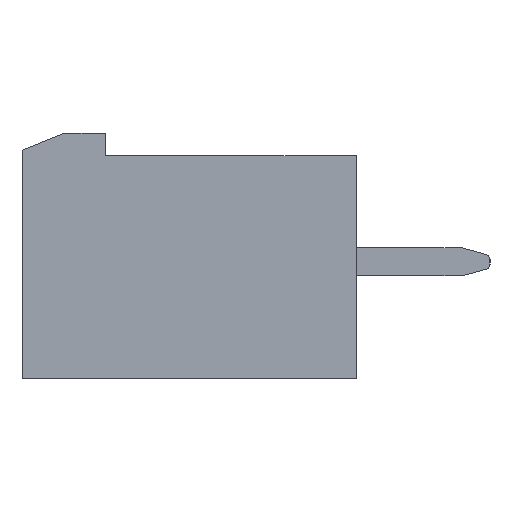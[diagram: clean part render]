
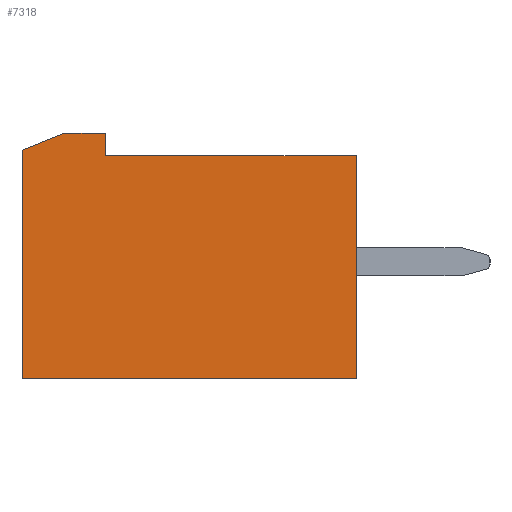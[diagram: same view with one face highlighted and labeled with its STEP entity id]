
A CAD part, left-side view. The second image highlights one B-rep face of the part: STEP entity #7318.
In plain terms, the highlighted planar face has unit normal (-1, 0, 0).
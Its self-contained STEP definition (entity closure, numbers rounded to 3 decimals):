
#62 = CARTESIAN_POINT ( 'NONE',  ( -0.705, 12., -8. ) ) ;
#68 = AXIS2_PLACEMENT_3D ( 'NONE', #13368, #9298, #1042 ) ;
#1042 = DIRECTION ( 'NONE',  ( 0., 0., 1. ) ) ;
#1479 = DIRECTION ( 'NONE',  ( 0., -1., 0. ) ) ;
#1497 = DIRECTION ( 'NONE',  ( 0., 0., 1. ) ) ;
#1635 = CARTESIAN_POINT ( 'NONE',  ( -0.705, 9.01, 0. ) ) ;
#1674 = CARTESIAN_POINT ( 'NONE',  ( -0.705, 0., 0. ) ) ;
#2561 = VECTOR ( 'NONE', #1497, 1000. ) ;
#3173 = EDGE_CURVE ( 'NONE', #6866, #15236, #13073, .T. ) ;
#3874 = CARTESIAN_POINT ( 'NONE',  ( -0.705, 12., 0.2 ) ) ;
#4632 = EDGE_LOOP ( 'NONE', ( #6060, #4933, #6543, #13649, #11079, #15404, #7942 ) ) ;
#4933 = ORIENTED_EDGE ( 'NONE', *, *, #8725, .T. ) ;
#5246 = DIRECTION ( 'NONE',  ( 0., 0., -1. ) ) ;
#5623 = CARTESIAN_POINT ( 'NONE',  ( -0.705, 0., 0. ) ) ;
#5747 = CARTESIAN_POINT ( 'NONE',  ( -0.705, 10.5, 0.8 ) ) ;
#5863 = VECTOR ( 'NONE', #17105, 1000. ) ;
#6027 = VECTOR ( 'NONE', #1479, 1000. ) ;
#6060 = ORIENTED_EDGE ( 'NONE', *, *, #9336, .T. ) ;
#6241 = LINE ( 'NONE', #8378, #2561 ) ;
#6270 = CARTESIAN_POINT ( 'NONE',  ( -0.705, 9.01, 0. ) ) ;
#6543 = ORIENTED_EDGE ( 'NONE', *, *, #15712, .T. ) ;
#6866 = VERTEX_POINT ( 'NONE', #8169 ) ;
#6984 = VECTOR ( 'NONE', #5246, 1000. ) ;
#7268 = VERTEX_POINT ( 'NONE', #13315 ) ;
#7318 = ADVANCED_FACE ( 'NONE', ( #13139 ), #14761, .T. ) ;
#7641 = DIRECTION ( 'NONE',  ( 0., 0., 1. ) ) ;
#7942 = ORIENTED_EDGE ( 'NONE', *, *, #12056, .T. ) ;
#8169 = CARTESIAN_POINT ( 'NONE',  ( -0.705, 9.01, 0.8 ) ) ;
#8378 = CARTESIAN_POINT ( 'NONE',  ( -0.705, 0., -8. ) ) ;
#8725 = EDGE_CURVE ( 'NONE', #14839, #13484, #6241, .T. ) ;
#9012 = VERTEX_POINT ( 'NONE', #14539 ) ;
#9298 = DIRECTION ( 'NONE',  ( -1., 0., 0. ) ) ;
#9336 = EDGE_CURVE ( 'NONE', #9012, #14839, #12883, .T. ) ;
#9429 = VECTOR ( 'NONE', #17219, 1000. ) ;
#10046 = VERTEX_POINT ( 'NONE', #1635 ) ;
#10607 = LINE ( 'NONE', #3874, #6984 ) ;
#10838 = VECTOR ( 'NONE', #16716, 1000. ) ;
#11079 = ORIENTED_EDGE ( 'NONE', *, *, #3173, .T. ) ;
#12056 = EDGE_CURVE ( 'NONE', #7268, #9012, #10607, .T. ) ;
#12883 = LINE ( 'NONE', #62, #6027 ) ;
#12997 = VECTOR ( 'NONE', #7641, 1000. ) ;
#13073 = LINE ( 'NONE', #17793, #9429 ) ;
#13139 = FACE_OUTER_BOUND ( 'NONE', #4632, .T. ) ;
#13315 = CARTESIAN_POINT ( 'NONE',  ( -0.705, 12., 0.2 ) ) ;
#13368 = CARTESIAN_POINT ( 'NONE',  ( -0.705, 0., 0. ) ) ;
#13484 = VERTEX_POINT ( 'NONE', #5623 ) ;
#13649 = ORIENTED_EDGE ( 'NONE', *, *, #16566, .T. ) ;
#14196 = EDGE_CURVE ( 'NONE', #15236, #7268, #16805, .T. ) ;
#14539 = CARTESIAN_POINT ( 'NONE',  ( -0.705, 12., -8. ) ) ;
#14761 = PLANE ( 'NONE',  #68 ) ;
#14839 = VERTEX_POINT ( 'NONE', #17198 ) ;
#14949 = LINE ( 'NONE', #1674, #10838 ) ;
#15236 = VERTEX_POINT ( 'NONE', #5747 ) ;
#15404 = ORIENTED_EDGE ( 'NONE', *, *, #14196, .T. ) ;
#15712 = EDGE_CURVE ( 'NONE', #13484, #10046, #14949, .T. ) ;
#15739 = CARTESIAN_POINT ( 'NONE',  ( -0.705, 10.5, 0.8 ) ) ;
#16566 = EDGE_CURVE ( 'NONE', #10046, #6866, #16659, .T. ) ;
#16659 = LINE ( 'NONE', #6270, #12997 ) ;
#16716 = DIRECTION ( 'NONE',  ( 0., 1., 0. ) ) ;
#16805 = LINE ( 'NONE', #15739, #5863 ) ;
#17105 = DIRECTION ( 'NONE',  ( 0., 0.928, -0.371 ) ) ;
#17198 = CARTESIAN_POINT ( 'NONE',  ( -0.705, 0., -8. ) ) ;
#17219 = DIRECTION ( 'NONE',  ( 0., 1., 0. ) ) ;
#17793 = CARTESIAN_POINT ( 'NONE',  ( -0.705, 9.01, 0.8 ) ) ;
